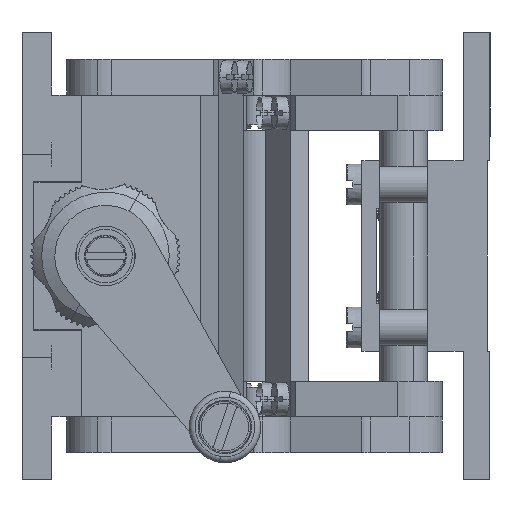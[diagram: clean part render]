
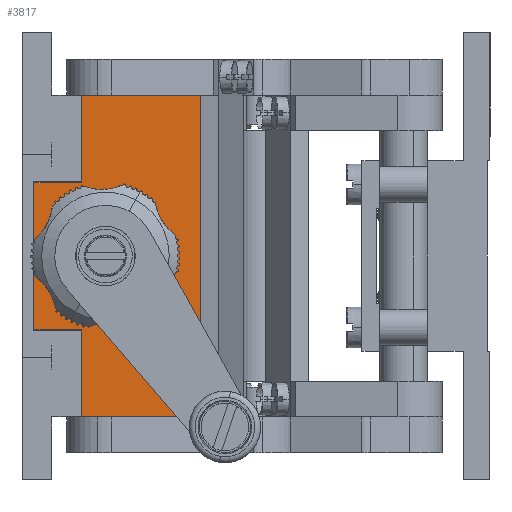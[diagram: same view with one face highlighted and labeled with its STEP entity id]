
A CAD part, left-side view. The second image highlights one B-rep face of the part: STEP entity #3817.
In plain terms, the highlighted planar face has unit normal (-1, 0, 0).
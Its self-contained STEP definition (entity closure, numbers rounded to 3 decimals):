
#3817 = ADVANCED_FACE ( 'NONE', ( #14600, #14627 ), #34448, .T. ) ;
#5408 = VERTEX_POINT ( 'NONE', #26531 ) ;
#5519 = VERTEX_POINT ( 'NONE', #26597 ) ;
#5584 = VERTEX_POINT ( 'NONE', #26648 ) ;
#5660 = VERTEX_POINT ( 'NONE', #26698 ) ;
#5886 = VERTEX_POINT ( 'NONE', #26846 ) ;
#5906 = VERTEX_POINT ( 'NONE', #26861 ) ;
#6049 = VERTEX_POINT ( 'NONE', #26959 ) ;
#6116 = VERTEX_POINT ( 'NONE', #27003 ) ;
#6141 = VERTEX_POINT ( 'NONE', #27020 ) ;
#6220 = VERTEX_POINT ( 'NONE', #27078 ) ;
#10117 = ORIENTED_EDGE ( 'NONE', *, *, #39307, .F. ) ;
#10247 = ORIENTED_EDGE ( 'NONE', *, *, #39179, .F. ) ;
#10310 = ORIENTED_EDGE ( 'NONE', *, *, #39327, .T. ) ;
#10354 = ORIENTED_EDGE ( 'NONE', *, *, #39261, .F. ) ;
#10381 = ORIENTED_EDGE ( 'NONE', *, *, #39145, .T. ) ;
#10494 = ORIENTED_EDGE ( 'NONE', *, *, #39413, .T. ) ;
#10532 = ORIENTED_EDGE ( 'NONE', *, *, #38853, .T. ) ;
#10918 = ORIENTED_EDGE ( 'NONE', *, *, #39405, .F. ) ;
#11034 = ORIENTED_EDGE ( 'NONE', *, *, #39076, .F. ) ;
#11108 = ORIENTED_EDGE ( 'NONE', *, *, #39256, .T. ) ;
#14600 = FACE_BOUND ( 'NONE', #41248, .T. ) ;
#14608 = AXIS2_PLACEMENT_3D ( 'NONE', #34449, #34450, #34451 ) ;
#14627 = FACE_OUTER_BOUND ( 'NONE', #41561, .T. ) ;
#19210 = VECTOR ( 'NONE', #23390, 1000. ) ;
#19496 = VECTOR ( 'NONE', #23788, 1000. ) ;
#20142 = LINE ( 'NONE', #20143, #42263 ) ;
#20143 = CARTESIAN_POINT ( 'NONE',  ( -85.628, 68.523, 58.441 ) ) ;
#20144 = DIRECTION ( 'NONE',  ( 0., 0., -1. ) ) ;
#21473 = LINE ( 'NONE', #21474, #38335 ) ;
#21474 = CARTESIAN_POINT ( 'NONE',  ( -85.628, 68.523, 85.441 ) ) ;
#21475 = DIRECTION ( 'NONE',  ( 0., -1., 0. ) ) ;
#21557 = LINE ( 'NONE', #21558, #38364 ) ;
#21558 = CARTESIAN_POINT ( 'NONE',  ( -85.628, 68.523, 31.441 ) ) ;
#21559 = DIRECTION ( 'NONE',  ( 0., -1., 0. ) ) ;
#21938 = LINE ( 'NONE', #21939, #38498 ) ;
#21939 = CARTESIAN_POINT ( 'NONE',  ( -85.628, 48.523, 58.441 ) ) ;
#21940 = DIRECTION ( 'NONE',  ( 0., 0., -1. ) ) ;
#21978 = LINE ( 'NONE', #21979, #43084 ) ;
#21979 = CARTESIAN_POINT ( 'NONE',  ( -85.628, 76.523, 46.191 ) ) ;
#21980 = DIRECTION ( 'NONE',  ( 0., -1., 0. ) ) ;
#23388 = LINE ( 'NONE', #23389, #19210 ) ;
#23389 = CARTESIAN_POINT ( 'NONE',  ( -85.628, 76.523, 70.691 ) ) ;
#23390 = DIRECTION ( 'NONE',  ( 0., -1., 0. ) ) ;
#23786 = LINE ( 'NONE', #23787, #19496 ) ;
#23787 = CARTESIAN_POINT ( 'NONE',  ( -85.628, 68.523, 58.441 ) ) ;
#23788 = DIRECTION ( 'NONE',  ( 0., 0., -1. ) ) ;
#23992 = CARTESIAN_POINT ( 'NONE',  ( -85.628, 64.523, 58.441 ) ) ;
#23993 = DIRECTION ( 'NONE',  ( -1., 0., 0. ) ) ;
#23994 = DIRECTION ( 'NONE',  ( 0., 1., 0. ) ) ;
#24288 = LINE ( 'NONE', #24289, #38286 ) ;
#24289 = CARTESIAN_POINT ( 'NONE',  ( -85.628, 76.523, 58.441 ) ) ;
#24290 = DIRECTION ( 'NONE',  ( 0., 0., -1. ) ) ;
#24302 = CARTESIAN_POINT ( 'NONE',  ( -85.628, 64.523, 58.441 ) ) ;
#24303 = DIRECTION ( 'NONE',  ( -1., 0., 0. ) ) ;
#24304 = DIRECTION ( 'NONE',  ( 0., 1., 0. ) ) ;
#26531 = CARTESIAN_POINT ( 'NONE',  ( -85.628, 68.523, 46.191 ) ) ;
#26597 = CARTESIAN_POINT ( 'NONE',  ( -85.628, 53.273, 58.441 ) ) ;
#26648 = CARTESIAN_POINT ( 'NONE',  ( -85.628, 48.523, 85.441 ) ) ;
#26698 = CARTESIAN_POINT ( 'NONE',  ( -85.628, 75.773, 58.441 ) ) ;
#26846 = CARTESIAN_POINT ( 'NONE',  ( -85.628, 68.523, 31.441 ) ) ;
#26861 = CARTESIAN_POINT ( 'NONE',  ( -85.628, 76.523, 46.191 ) ) ;
#26959 = CARTESIAN_POINT ( 'NONE',  ( -85.628, 48.523, 31.441 ) ) ;
#27003 = CARTESIAN_POINT ( 'NONE',  ( -85.628, 76.523, 70.691 ) ) ;
#27020 = CARTESIAN_POINT ( 'NONE',  ( -85.628, 68.523, 70.691 ) ) ;
#27078 = CARTESIAN_POINT ( 'NONE',  ( -85.628, 68.523, 85.441 ) ) ;
#34448 = PLANE ( 'NONE',  #14608 ) ;
#34449 = CARTESIAN_POINT ( 'NONE',  ( -85.628, 76.523, 58.441 ) ) ;
#34450 = DIRECTION ( 'NONE',  ( -1., 0., 0. ) ) ;
#34451 = DIRECTION ( 'NONE',  ( 0., 1., 0. ) ) ;
#37411 = CIRCLE ( 'NONE', #38181, 11.25 ) ;
#37453 = CIRCLE ( 'NONE', #38291, 11.25 ) ;
#38181 = AXIS2_PLACEMENT_3D ( 'NONE', #23992, #23993, #23994 ) ;
#38286 = VECTOR ( 'NONE', #24290, 1000. ) ;
#38291 = AXIS2_PLACEMENT_3D ( 'NONE', #24302, #24303, #24304 ) ;
#38335 = VECTOR ( 'NONE', #21475, 1000. ) ;
#38364 = VECTOR ( 'NONE', #21559, 1000. ) ;
#38498 = VECTOR ( 'NONE', #21940, 1000. ) ;
#38853 = EDGE_CURVE ( 'NONE', #5408, #5886, #20142, .T. ) ;
#39076 = EDGE_CURVE ( 'NONE', #6116, #6141, #23388, .T. ) ;
#39145 = EDGE_CURVE ( 'NONE', #6220, #6141, #23786, .T. ) ;
#39179 = EDGE_CURVE ( 'NONE', #5660, #5519, #37411, .T. ) ;
#39256 = EDGE_CURVE ( 'NONE', #6116, #5906, #24288, .T. ) ;
#39261 = EDGE_CURVE ( 'NONE', #5519, #5660, #37453, .T. ) ;
#39307 = EDGE_CURVE ( 'NONE', #6220, #5584, #21473, .T. ) ;
#39327 = EDGE_CURVE ( 'NONE', #5886, #6049, #21557, .T. ) ;
#39405 = EDGE_CURVE ( 'NONE', #5584, #6049, #21938, .T. ) ;
#39413 = EDGE_CURVE ( 'NONE', #5906, #5408, #21978, .T. ) ;
#41248 = EDGE_LOOP ( 'NONE', ( #10247, #10354 ) ) ;
#41561 = EDGE_LOOP ( 'NONE', ( #10918, #10117, #10381, #11034, #11108, #10494, #10532, #10310 ) ) ;
#42263 = VECTOR ( 'NONE', #20144, 1000. ) ;
#43084 = VECTOR ( 'NONE', #21980, 1000. ) ;
